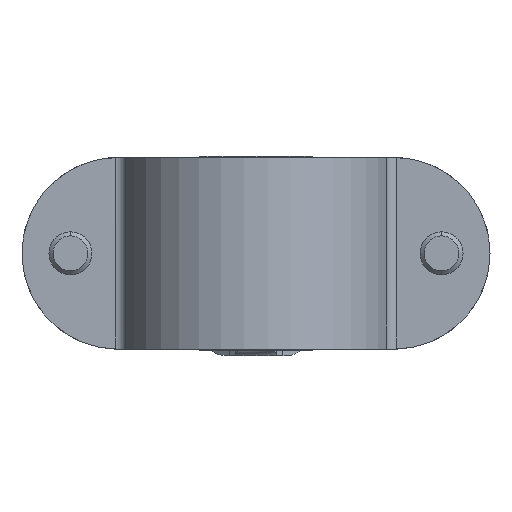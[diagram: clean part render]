
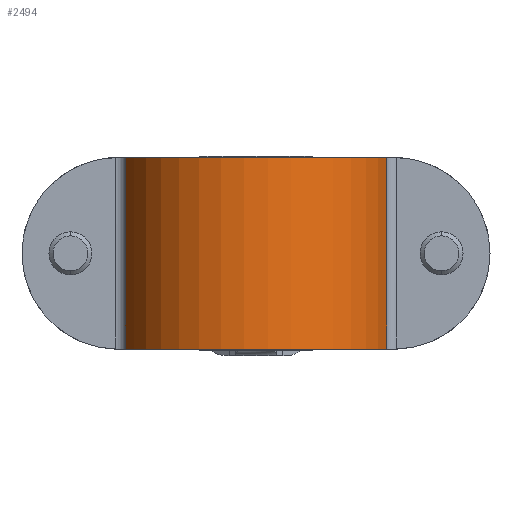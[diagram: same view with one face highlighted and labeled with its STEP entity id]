
A CAD part, front view. The second image highlights one B-rep face of the part: STEP entity #2494.
In plain terms, the highlighted cylindrical face has radius 25.25 mm (diameter 50.5 mm), a partial arc.
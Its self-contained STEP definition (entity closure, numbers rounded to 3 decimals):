
#176 = CYLINDRICAL_SURFACE ( 'NONE', #1629, 25.25 ) ;
#184 = EDGE_CURVE ( 'NONE', #4011, #5428, #4399, .T. ) ;
#245 = EDGE_CURVE ( 'NONE', #4263, #3271, #1496, .T. ) ;
#416 = CARTESIAN_POINT ( 'NONE',  ( -24.261, -6.996, 17.8 ) ) ;
#986 = ORIENTED_EDGE ( 'NONE', *, *, #245, .F. ) ;
#1496 = CIRCLE ( 'NONE', #2755, 25.25 ) ;
#1543 = CARTESIAN_POINT ( 'NONE',  ( 24.261, -6.996, 17.8 ) ) ;
#1629 = AXIS2_PLACEMENT_3D ( 'NONE', #4879, #1637, #4407 ) ;
#1637 = DIRECTION ( 'NONE',  ( 0., 0., -1. ) ) ;
#2115 = VECTOR ( 'NONE', #2831, 1000. ) ;
#2237 = EDGE_LOOP ( 'NONE', ( #3401, #4633, #986, #4453 ) ) ;
#2378 = CARTESIAN_POINT ( 'NONE',  ( 24.261, -6.996, -17.8 ) ) ;
#2457 = EDGE_CURVE ( 'NONE', #4263, #4011, #4736, .T. ) ;
#2494 = ADVANCED_FACE ( 'NONE', ( #5810 ), #176, .T. ) ;
#2631 = DIRECTION ( 'NONE',  ( 0., 0., 1. ) ) ;
#2687 = EDGE_CURVE ( 'NONE', #3271, #5428, #5681, .T. ) ;
#2755 = AXIS2_PLACEMENT_3D ( 'NONE', #3591, #3652, #4074 ) ;
#2831 = DIRECTION ( 'NONE',  ( 0., 0., -1. ) ) ;
#3271 = VERTEX_POINT ( 'NONE', #5608 ) ;
#3401 = ORIENTED_EDGE ( 'NONE', *, *, #184, .T. ) ;
#3591 = CARTESIAN_POINT ( 'NONE',  ( 0., 0., 17.8 ) ) ;
#3652 = DIRECTION ( 'NONE',  ( 0., 0., 1. ) ) ;
#3920 = CARTESIAN_POINT ( 'NONE',  ( 0., 0., -17.8 ) ) ;
#4011 = VERTEX_POINT ( 'NONE', #4724 ) ;
#4074 = DIRECTION ( 'NONE',  ( 1., 0., 0. ) ) ;
#4263 = VERTEX_POINT ( 'NONE', #416 ) ;
#4330 = DIRECTION ( 'NONE',  ( 0., 0., -1. ) ) ;
#4399 = CIRCLE ( 'NONE', #5348, 25.25 ) ;
#4407 = DIRECTION ( 'NONE',  ( -1., 0., 0. ) ) ;
#4453 = ORIENTED_EDGE ( 'NONE', *, *, #2457, .T. ) ;
#4476 = DIRECTION ( 'NONE',  ( 1., 0., 0. ) ) ;
#4633 = ORIENTED_EDGE ( 'NONE', *, *, #2687, .F. ) ;
#4724 = CARTESIAN_POINT ( 'NONE',  ( -24.261, -6.996, -17.8 ) ) ;
#4736 = LINE ( 'NONE', #5126, #2115 ) ;
#4879 = CARTESIAN_POINT ( 'NONE',  ( 0., 0., 17.8 ) ) ;
#5126 = CARTESIAN_POINT ( 'NONE',  ( -24.261, -6.996, 17.8 ) ) ;
#5348 = AXIS2_PLACEMENT_3D ( 'NONE', #3920, #2631, #4476 ) ;
#5428 = VERTEX_POINT ( 'NONE', #2378 ) ;
#5608 = CARTESIAN_POINT ( 'NONE',  ( 24.261, -6.996, 17.8 ) ) ;
#5681 = LINE ( 'NONE', #1543, #5884 ) ;
#5810 = FACE_OUTER_BOUND ( 'NONE', #2237, .T. ) ;
#5884 = VECTOR ( 'NONE', #4330, 1000. ) ;
